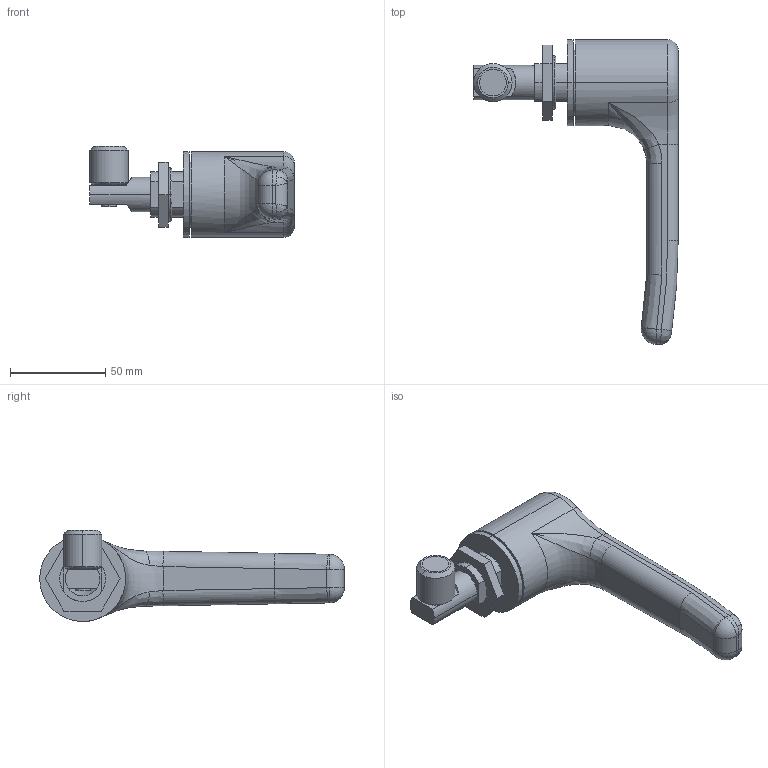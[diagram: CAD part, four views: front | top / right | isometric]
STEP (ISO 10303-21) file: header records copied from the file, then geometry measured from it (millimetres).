
FILE_DESCRIPTION (( 'STEP AP203' ), '1' );
FILE_NAME ('FA-844.STEP', '2012-04-16T06:23:45', ( '11sw' ), ( 'タキゲン製造株式会社' ), 'SwSTEP 2.0', 'SolidWorks 2011', '' );
FILE_SCHEMA (( 'CONFIG_CONTROL_DESIGN' ));
Length unit declared in the file: millimetre
Products named in the file (9): FA-844; FA-844押えリング_; FA-844ローラー_; FA-844儘乕儔乕僔儍僼僩_; FA-844六角ナット_; FA-844受軸_; FA-844樹脂キャップ_; FA-844ƒnƒ“ƒhƒ‹ƒVƒƒƒtƒg_; FA-844ハンドル_
Assembly tree (8 placements, depth 2):
  FA-844
    FA-844押えリング_
    FA-844ローラー_
    FA-844六角ナット_
    FA-844受軸_
    FA-844ハンドル_
    FA-844儘乕儔乕僔儍僼僩_
    FA-844樹脂キャップ_
    FA-844ƒnƒ“ƒhƒ‹ƒVƒƒƒtƒg_
Bounding box: 107 x 159.5 x 47.7 mm (x, y, z)
Volume: 136965.9 mm3; surface area: 42099.1 mm2
Topology: 8 solids, 8 shells, 141 faces, 313 edges, 190 vertices
Faces by surface type: plane 54, cylinder 53, bspline 12, cone 10, torus 8, sphere 4
Entity records: 5436 total; most frequent: CARTESIAN_POINT 1365, DIRECTION 701, ORIENTED_EDGE 614, EDGE_CURVE 307, AXIS2_PLACEMENT_3D 284, VERTEX_POINT 190, EDGE_LOOP 161, CIRCLE 144
